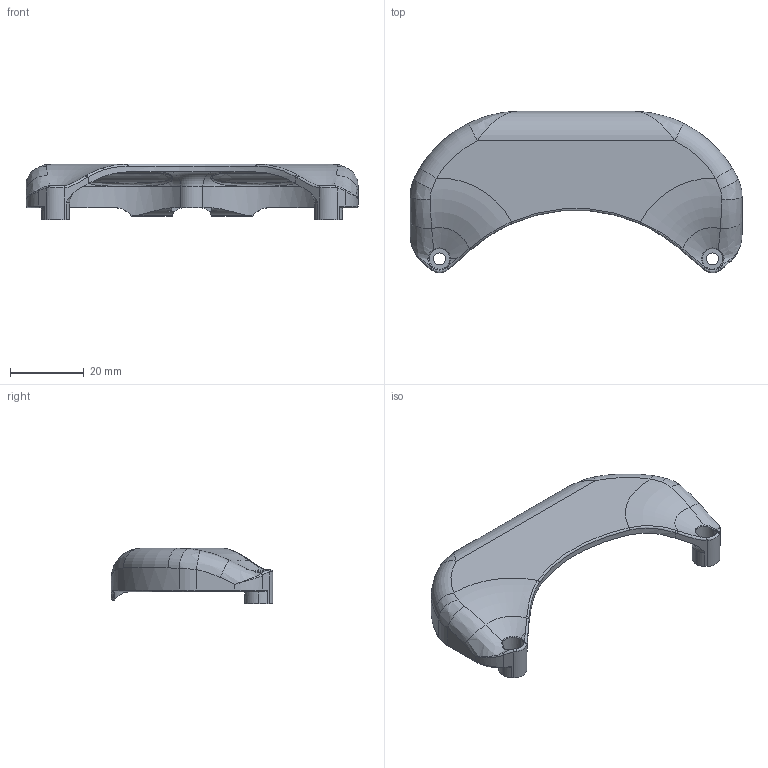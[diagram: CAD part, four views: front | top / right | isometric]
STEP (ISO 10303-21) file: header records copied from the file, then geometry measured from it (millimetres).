
FILE_DESCRIPTION (( 'STEP AP214' ), '1' );
FILE_NAME ('GearCoverV2.STEP', '2017-05-24T11:26:56', ( '' ), ( '' ), 'SwSTEP 2.0', 'SolidWorks 2016', '' );
FILE_SCHEMA (( 'AUTOMOTIVE_DESIGN' ));
Length unit declared in the file: millimetre
Products named in the file (2): GearCoverV2
Bounding box: 90 x 43.75 x 15 mm (x, y, z)
Volume: 8608.2 mm3; surface area: 9660.8 mm2
Topology: 1 solids, 1 shells, 214 faces, 534 edges, 314 vertices
Faces by surface type: bspline 83, cylinder 67, torus 31, plane 26, cone 5, sphere 2
Entity records: 10011 total; most frequent: CARTESIAN_POINT 5501, ORIENTED_EDGE 1048, DIRECTION 808, EDGE_CURVE 524, AXIS2_PLACEMENT_3D 350, VERTEX_POINT 314, EDGE_LOOP 220, CIRCLE 217
